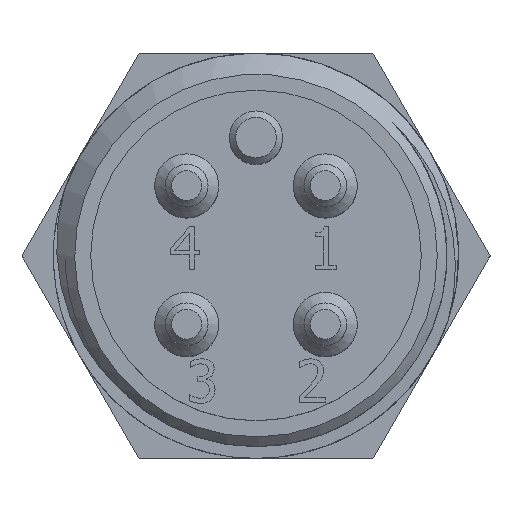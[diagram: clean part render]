
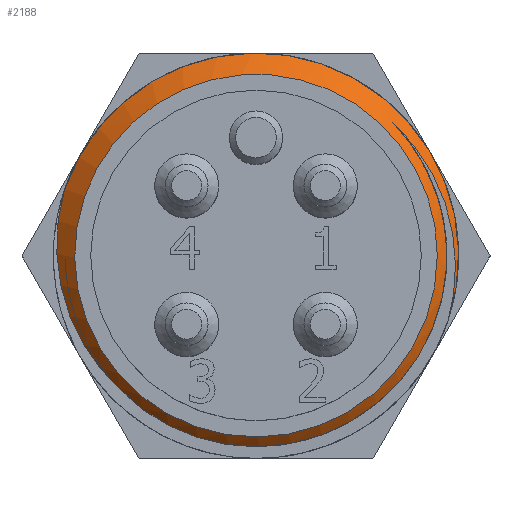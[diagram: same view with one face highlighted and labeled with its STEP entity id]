
A CAD part, top view. The second image highlights one B-rep face of the part: STEP entity #2188.
In plain terms, the highlighted conical face has half-angle 45 degrees and reference radius 9 mm.
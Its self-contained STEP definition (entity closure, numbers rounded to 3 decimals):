
#440=FACE_BOUND($,#770,.T.);
#492=CIRCLE($,#2300,8.95);
#494=CIRCLE($,#2304,9.5);
#495=CIRCLE($,#2305,8.5);
#533=CONICAL_SURFACE($,#2303,9.,45.);
#625=FACE_OUTER_BOUND($,#769,.T.);
#769=EDGE_LOOP($,(#1882,#1883,#1884,#1885));
#770=EDGE_LOOP($,(#1886));
#933=B_SPLINE_CURVE_WITH_KNOTS($,3,(#6187,#6188,#6189,#6190,#6191,#6192,
#6193,#6194,#6195,#6196),.UNSPECIFIED.,.F.,.F.,(4,3,3,4),(0.878,
0.977,1.444,1.897),.UNSPECIFIED.);
#936=B_SPLINE_CURVE_WITH_KNOTS($,3,(#6424,#6425,#6426,#6427,#6428,#6429,
#6430,#6431,#6432,#6433),.UNSPECIFIED.,.F.,.F.,(4,3,3,4),(0.,0.453,
0.919,1.018),.UNSPECIFIED.);
#1090=VERTEX_POINT($,#6119);
#1092=VERTEX_POINT($,#6153);
#1095=VERTEX_POINT($,#6337);
#1096=VERTEX_POINT($,#6423);
#1098=VERTEX_POINT($,#6476);
#1371=EDGE_CURVE($,#1090,#1092,#933,.T.);
#1374=EDGE_CURVE($,#1096,#1095,#936,.T.);
#1378=EDGE_CURVE($,#1092,#1096,#492,.T.);
#1380=EDGE_CURVE($,#1095,#1090,#494,.T.);
#1381=EDGE_CURVE($,#1098,#1098,#495,.T.);
#1882=ORIENTED_EDGE($,*,*,#1374,.T.);
#1883=ORIENTED_EDGE($,*,*,#1380,.T.);
#1884=ORIENTED_EDGE($,*,*,#1371,.T.);
#1885=ORIENTED_EDGE($,*,*,#1378,.T.);
#1886=ORIENTED_EDGE($,*,*,#1381,.T.);
#2188=ADVANCED_FACE($,(#625,#440),#533,.T.);
#2300=AXIS2_PLACEMENT_3D($,#6471,#2653,#2654);
#2303=AXIS2_PLACEMENT_3D($,#6474,#2659,#2660);
#2304=AXIS2_PLACEMENT_3D($,#6475,#2661,#2662);
#2305=AXIS2_PLACEMENT_3D($,#6477,#2663,#2664);
#2653=DIRECTION('center_axis',(0.,0.,1.));
#2654=DIRECTION('ref_axis',(0.,1.,0.));
#2659=DIRECTION('center_axis',(0.,0.,-1.));
#2660=DIRECTION('ref_axis',(-1.,0.,0.));
#2661=DIRECTION('center_axis',(0.,0.,1.));
#2662=DIRECTION('ref_axis',(-1.,0.,0.));
#2663=DIRECTION('center_axis',(0.,0.,-1.));
#2664=DIRECTION('ref_axis',(-1.,0.,0.));
#6119=CARTESIAN_POINT('',(-8.975,3.115,8.5));
#6153=CARTESIAN_POINT('',(-6.469,-6.185,9.05));
#6187=CARTESIAN_POINT('Ctrl Pts',(-8.975,3.115,8.5));
#6188=CARTESIAN_POINT('Ctrl Pts',(-9.066,2.8,8.517));
#6189=CARTESIAN_POINT('Ctrl Pts',(-9.141,2.48,8.535));
#6190=CARTESIAN_POINT('Ctrl Pts',(-9.199,2.158,8.552));
#6191=CARTESIAN_POINT('Ctrl Pts',(-9.472,0.638,8.634));
#6192=CARTESIAN_POINT('Ctrl Pts',(-9.363,-0.954,
8.717));
#6193=CARTESIAN_POINT('Ctrl Pts',(-8.875,-2.421,8.801));
#6194=CARTESIAN_POINT('Ctrl Pts',(-8.402,-3.847,8.883));
#6195=CARTESIAN_POINT('Ctrl Pts',(-7.569,-5.156,8.966));
#6196=CARTESIAN_POINT('Ctrl Pts',(-6.469,-6.185,9.05));
#6337=CARTESIAN_POINT('',(9.005,-3.026,8.5));
#6423=CARTESIAN_POINT('',(6.407,6.249,9.05));
#6424=CARTESIAN_POINT('Ctrl Pts',(6.407,6.249,9.05));
#6425=CARTESIAN_POINT('Ctrl Pts',(7.519,5.23,8.966));
#6426=CARTESIAN_POINT('Ctrl Pts',(8.363,3.931,8.883));
#6427=CARTESIAN_POINT('Ctrl Pts',(8.851,2.509,8.801));
#6428=CARTESIAN_POINT('Ctrl Pts',(9.352,1.049,8.717));
#6429=CARTESIAN_POINT('Ctrl Pts',(9.477,-0.543,8.634));
#6430=CARTESIAN_POINT('Ctrl Pts',(9.22,-2.066,8.552));
#6431=CARTESIAN_POINT('Ctrl Pts',(9.166,-2.389,8.535));
#6432=CARTESIAN_POINT('Ctrl Pts',(9.094,-2.709,8.517));
#6433=CARTESIAN_POINT('Ctrl Pts',(9.005,-3.026,8.5));
#6471=CARTESIAN_POINT('Origin',(0.,0.,9.05));
#6474=CARTESIAN_POINT('Origin',(0.,0.,9.));
#6475=CARTESIAN_POINT('Origin',(0.,0.,8.5));
#6476=CARTESIAN_POINT('',(8.5,0.,9.5));
#6477=CARTESIAN_POINT('Origin',(0.,0.,9.5));
